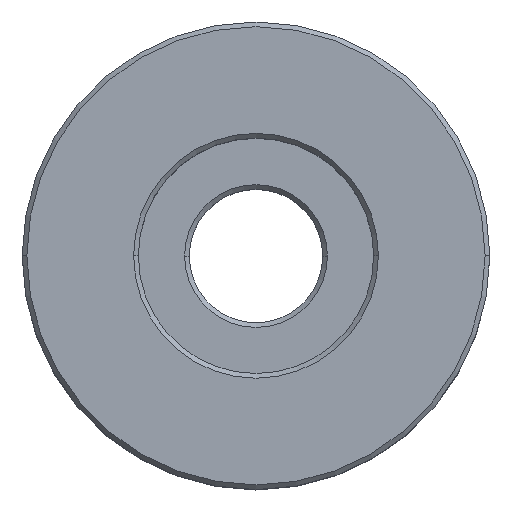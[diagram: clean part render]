
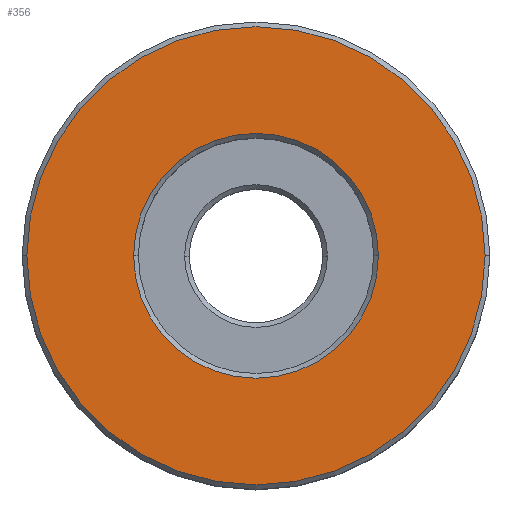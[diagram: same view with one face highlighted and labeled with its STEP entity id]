
A CAD part, top view. The second image highlights one B-rep face of the part: STEP entity #356.
In plain terms, the highlighted planar face has unit normal (0, 0, 1).
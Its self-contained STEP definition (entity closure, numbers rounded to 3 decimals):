
#3 = DIRECTION ( 'NONE',  ( 1., 0., 0. ) ) ;
#13 = DIRECTION ( 'NONE',  ( 1., 0., 0. ) ) ;
#34 = EDGE_CURVE ( 'NONE', #403, #314, #247, .T. ) ;
#45 = ORIENTED_EDGE ( 'NONE', *, *, #89, .T. ) ;
#48 = ORIENTED_EDGE ( 'NONE', *, *, #541, .T. ) ;
#59 = CIRCLE ( 'NONE', #81, 14.6 ) ;
#81 = AXIS2_PLACEMENT_3D ( 'NONE', #508, #121, #176 ) ;
#82 = PLANE ( 'NONE',  #286 ) ;
#89 = EDGE_CURVE ( 'NONE', #302, #194, #59, .T. ) ;
#115 = DIRECTION ( 'NONE',  ( 0., 0., -1. ) ) ;
#121 = DIRECTION ( 'NONE',  ( 0., 0., 1. ) ) ;
#134 = DIRECTION ( 'NONE',  ( 0., 0., -1. ) ) ;
#144 = ORIENTED_EDGE ( 'NONE', *, *, #34, .T. ) ;
#157 = CARTESIAN_POINT ( 'NONE',  ( 0., 0., 14.9 ) ) ;
#160 = DIRECTION ( 'NONE',  ( 1., 0., 0. ) ) ;
#162 = CARTESIAN_POINT ( 'NONE',  ( 0., 0., 14.9 ) ) ;
#170 = EDGE_CURVE ( 'NONE', #314, #403, #391, .T. ) ;
#176 = DIRECTION ( 'NONE',  ( 1., 0., 0. ) ) ;
#185 = AXIS2_PLACEMENT_3D ( 'NONE', #157, #404, #160 ) ;
#194 = VERTEX_POINT ( 'NONE', #358 ) ;
#195 = ORIENTED_EDGE ( 'NONE', *, *, #170, .T. ) ;
#247 = CIRCLE ( 'NONE', #324, 7.8 ) ;
#250 = DIRECTION ( 'NONE',  ( 0., 0., 1. ) ) ;
#286 = AXIS2_PLACEMENT_3D ( 'NONE', #448, #250, #13 ) ;
#289 = CARTESIAN_POINT ( 'NONE',  ( -14.6, 0., 14.9 ) ) ;
#299 = CARTESIAN_POINT ( 'NONE',  ( -7.8, 0., 14.9 ) ) ;
#302 = VERTEX_POINT ( 'NONE', #289 ) ;
#314 = VERTEX_POINT ( 'NONE', #299 ) ;
#324 = AXIS2_PLACEMENT_3D ( 'NONE', #544, #134, #3 ) ;
#356 = ADVANCED_FACE ( 'NONE', ( #478, #524 ), #82, .T. ) ;
#358 = CARTESIAN_POINT ( 'NONE',  ( 14.6, 0., 14.9 ) ) ;
#380 = CIRCLE ( 'NONE', #185, 14.6 ) ;
#391 = CIRCLE ( 'NONE', #531, 7.8 ) ;
#403 = VERTEX_POINT ( 'NONE', #468 ) ;
#404 = DIRECTION ( 'NONE',  ( 0., 0., 1. ) ) ;
#448 = CARTESIAN_POINT ( 'NONE',  ( 0., 0., 14.9 ) ) ;
#468 = CARTESIAN_POINT ( 'NONE',  ( 7.8, 0., 14.9 ) ) ;
#478 = FACE_BOUND ( 'NONE', #536, .T. ) ;
#491 = DIRECTION ( 'NONE',  ( 1., 0., 0. ) ) ;
#492 = EDGE_LOOP ( 'NONE', ( #45, #48 ) ) ;
#508 = CARTESIAN_POINT ( 'NONE',  ( 0., 0., 14.9 ) ) ;
#524 = FACE_OUTER_BOUND ( 'NONE', #492, .T. ) ;
#531 = AXIS2_PLACEMENT_3D ( 'NONE', #162, #115, #491 ) ;
#536 = EDGE_LOOP ( 'NONE', ( #144, #195 ) ) ;
#541 = EDGE_CURVE ( 'NONE', #194, #302, #380, .T. ) ;
#544 = CARTESIAN_POINT ( 'NONE',  ( 0., 0., 14.9 ) ) ;
